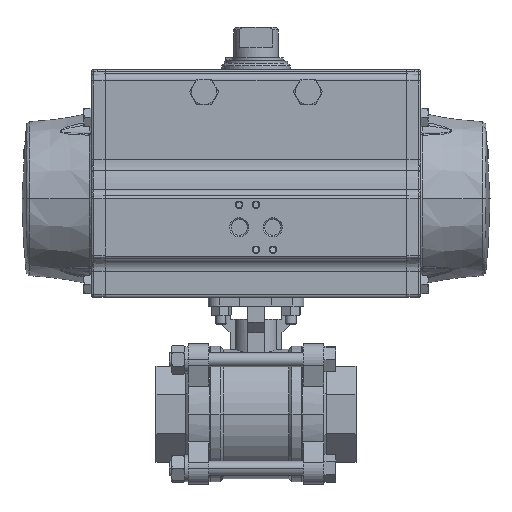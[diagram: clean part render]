
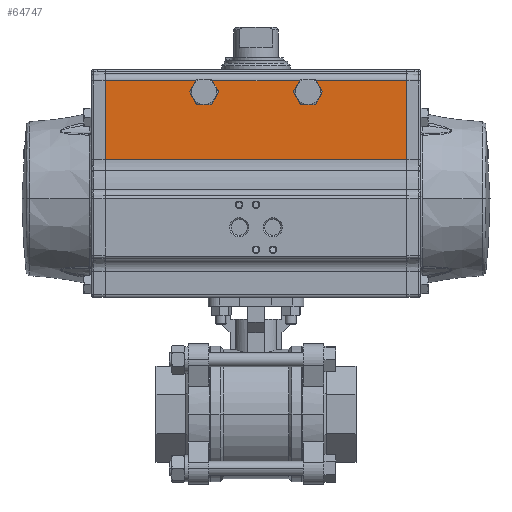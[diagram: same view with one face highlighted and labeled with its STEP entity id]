
A CAD part, top view. The second image highlights one B-rep face of the part: STEP entity #64747.
In plain terms, the highlighted planar face has unit normal (0, 0, 1).
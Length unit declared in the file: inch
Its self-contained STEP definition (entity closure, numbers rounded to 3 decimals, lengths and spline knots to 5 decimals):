
#1244 = VERTEX_POINT ( 'NONE', #30824 ) ;
#1576 = DIRECTION ( 'NONE',  ( 0., 1., 0. ) ) ;
#1664 = EDGE_CURVE ( 'NONE', #7991, #11399, #31947, .T. ) ;
#1679 = DIRECTION ( 'NONE',  ( 1., 0., 0. ) ) ;
#2780 = AXIS2_PLACEMENT_3D ( 'NONE', #64338, #32979, #1576 ) ;
#3353 = DIRECTION ( 'NONE',  ( 1., 0., 0. ) ) ;
#4369 = VERTEX_POINT ( 'NONE', #39968 ) ;
#4935 = DIRECTION ( 'NONE',  ( 1., 0., 0. ) ) ;
#7991 = VERTEX_POINT ( 'NONE', #8538 ) ;
#8538 = CARTESIAN_POINT ( 'NONE',  ( -3.63458, 6.27364, 2.34252 ) ) ;
#8590 = EDGE_CURVE ( 'NONE', #11399, #4369, #64294, .T. ) ;
#10234 = EDGE_CURVE ( 'NONE', #7991, #26008, #29726, .T. ) ;
#11399 = VERTEX_POINT ( 'NONE', #42177 ) ;
#14456 = ORIENTED_EDGE ( 'NONE', *, *, #40886, .T. ) ;
#14743 = VERTEX_POINT ( 'NONE', #67211 ) ;
#14759 = CARTESIAN_POINT ( 'NONE',  ( 4.81817, 2.39798, 2.34252 ) ) ;
#15830 = VECTOR ( 'NONE', #58751, 39.37008 ) ;
#16606 = LINE ( 'NONE', #14759, #56758 ) ;
#16620 = EDGE_CURVE ( 'NONE', #14743, #26604, #32923, .T. ) ;
#18001 = LINE ( 'NONE', #58970, #44183 ) ;
#18956 = CARTESIAN_POINT ( 'NONE',  ( 4.81817, 6.27364, 2.34252 ) ) ;
#20041 = DIRECTION ( 'NONE',  ( 0., 1., 0. ) ) ;
#20124 = CIRCLE ( 'NONE', #22636, 0.35433 ) ;
#20287 = CARTESIAN_POINT ( 'NONE',  ( 1.88616, 8.47672, 2.34252 ) ) ;
#21246 = EDGE_LOOP ( 'NONE', ( #25552, #29520, #14456, #54970, #31646, #46657, #41480, #22222 ) ) ;
#22222 = ORIENTED_EDGE ( 'NONE', *, *, #59082, .F. ) ;
#22636 = AXIS2_PLACEMENT_3D ( 'NONE', #58734, #27331, #63999 ) ;
#25552 = ORIENTED_EDGE ( 'NONE', *, *, #35764, .T. ) ;
#25865 = CARTESIAN_POINT ( 'NONE',  ( 4.81817, 6.27364, 2.34252 ) ) ;
#26008 = VERTEX_POINT ( 'NONE', #25865 ) ;
#26604 = VERTEX_POINT ( 'NONE', #20287 ) ;
#27331 = DIRECTION ( 'NONE',  ( 0., 0., -1. ) ) ;
#27771 = EDGE_CURVE ( 'NONE', #26008, #1244, #16606, .T. ) ;
#27902 = VERTEX_POINT ( 'NONE', #36730 ) ;
#29520 = ORIENTED_EDGE ( 'NONE', *, *, #16620, .F. ) ;
#29726 = LINE ( 'NONE', #42915, #15830 ) ;
#30824 = CARTESIAN_POINT ( 'NONE',  ( 4.81817, 8.47672, 2.34252 ) ) ;
#31053 = CARTESIAN_POINT ( 'NONE',  ( 4.81817, 8.47672, 2.34252 ) ) ;
#31269 = VECTOR ( 'NONE', #4935, 39.37008 ) ;
#31646 = ORIENTED_EDGE ( 'NONE', *, *, #1664, .F. ) ;
#31947 = LINE ( 'NONE', #37880, #45873 ) ;
#32923 = LINE ( 'NONE', #31053, #31269 ) ;
#32979 = DIRECTION ( 'NONE',  ( 0., 0., -1. ) ) ;
#34495 = AXIS2_PLACEMENT_3D ( 'NONE', #18956, #34738, #3353 ) ;
#34738 = DIRECTION ( 'NONE',  ( 0., 0., 1. ) ) ;
#35764 = EDGE_CURVE ( 'NONE', #27902, #26604, #20124, .T. ) ;
#35788 = CIRCLE ( 'NONE', #2780, 0.35433 ) ;
#36730 = CARTESIAN_POINT ( 'NONE',  ( 2.21081, 8.47672, 2.34252 ) ) ;
#37880 = CARTESIAN_POINT ( 'NONE',  ( -3.63458, 2.39798, 2.34252 ) ) ;
#39968 = CARTESIAN_POINT ( 'NONE',  ( -1.02723, 8.47672, 2.34252 ) ) ;
#40886 = EDGE_CURVE ( 'NONE', #14743, #4369, #35788, .T. ) ;
#41480 = ORIENTED_EDGE ( 'NONE', *, *, #27771, .T. ) ;
#42177 = CARTESIAN_POINT ( 'NONE',  ( -3.63458, 8.47672, 2.34252 ) ) ;
#42915 = CARTESIAN_POINT ( 'NONE',  ( 4.81817, 6.27364, 2.34252 ) ) ;
#43136 = DIRECTION ( 'NONE',  ( 0., 1., 0. ) ) ;
#43581 = CARTESIAN_POINT ( 'NONE',  ( 4.81817, 8.47672, 2.34252 ) ) ;
#44183 = VECTOR ( 'NONE', #64227, 39.37008 ) ;
#45873 = VECTOR ( 'NONE', #43136, 39.37008 ) ;
#46657 = ORIENTED_EDGE ( 'NONE', *, *, #10234, .T. ) ;
#49462 = FACE_OUTER_BOUND ( 'NONE', #21246, .T. ) ;
#54970 = ORIENTED_EDGE ( 'NONE', *, *, #8590, .F. ) ;
#55301 = VECTOR ( 'NONE', #1679, 39.37008 ) ;
#55590 = PLANE ( 'NONE',  #34495 ) ;
#56758 = VECTOR ( 'NONE', #20041, 39.37008 ) ;
#58734 = CARTESIAN_POINT ( 'NONE',  ( 2.04849, 8.16176, 2.34252 ) ) ;
#58751 = DIRECTION ( 'NONE',  ( 1., 0., 0. ) ) ;
#58970 = CARTESIAN_POINT ( 'NONE',  ( 4.81817, 8.47672, 2.34252 ) ) ;
#59082 = EDGE_CURVE ( 'NONE', #27902, #1244, #18001, .T. ) ;
#63999 = DIRECTION ( 'NONE',  ( 0., 1., 0. ) ) ;
#64227 = DIRECTION ( 'NONE',  ( 1., 0., 0. ) ) ;
#64294 = LINE ( 'NONE', #43581, #55301 ) ;
#64338 = CARTESIAN_POINT ( 'NONE',  ( -0.8649, 8.16176, 2.34252 ) ) ;
#64747 = ADVANCED_FACE ( 'NONE', ( #49462 ), #55590, .T. ) ;
#67211 = CARTESIAN_POINT ( 'NONE',  ( -0.70257, 8.47672, 2.34252 ) ) ;
